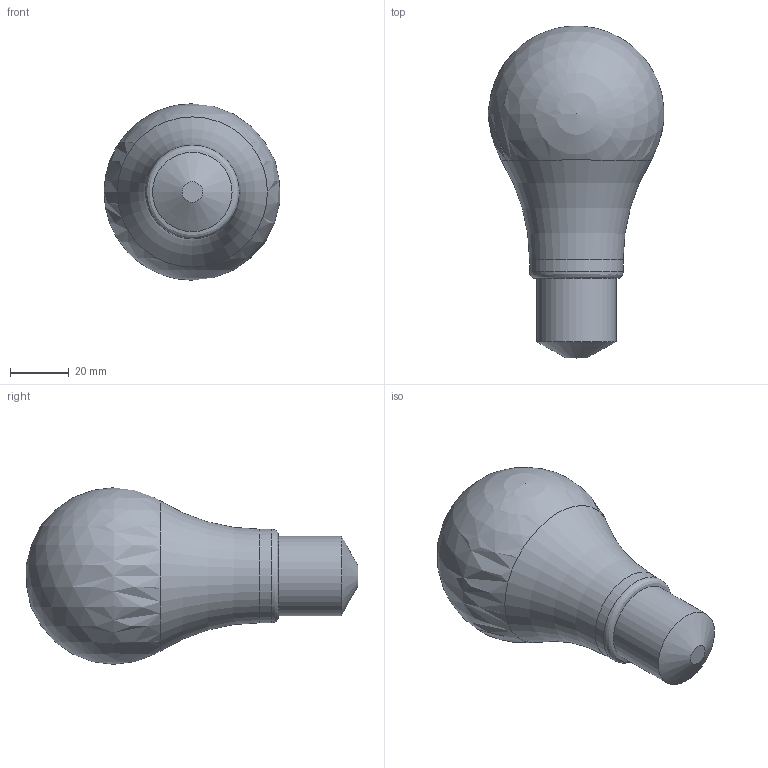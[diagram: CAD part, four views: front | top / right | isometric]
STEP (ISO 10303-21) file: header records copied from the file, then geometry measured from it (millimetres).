
FILE_DESCRIPTION(/* description */ (''),/* implementation_level */ '2;1');
FILE_NAME(/* name */ 'Lightbulb-v9.step',/* time_stamp */ '2025-07-10T12:08:48+02:00',/* author */ (''),/* organization */ (''),/* preprocessor_version */ 'ST-DEVELOPER v20.1',/* originating_system */ 'Autodesk Translation Framework v14.10.0.0',/* authorisation */ '');
FILE_SCHEMA (('AUTOMOTIVE_DESIGN { 1 0 10303 214 3 1 1 }'));
Length unit declared in the file: millimetre
Products named in the file (1): Glühbirne
Bounding box: 59.78 x 112.78 x 60 mm (x, y, z)
Volume: 16138.6 mm3; surface area: 32432.5 mm2
Topology: 5 solids, 6 shells, 40 faces, 85 edges, 56 vertices
Faces by surface type: plane 19, cylinder 12, bspline 3, sphere 2, torus 2, cone 2
Full cylindrical faces by diameter (mm): 25 x1, 27 x1, 29.8 x1, 31.8 x1
Entity records: 4424 total; most frequent: CARTESIAN_POINT 3482, DIRECTION 194, ORIENTED_EDGE 162, EDGE_CURVE 81, AXIS2_PLACEMENT_3D 78, VERTEX_POINT 56, EDGE_LOOP 43, FACE_OUTER_BOUND 40
